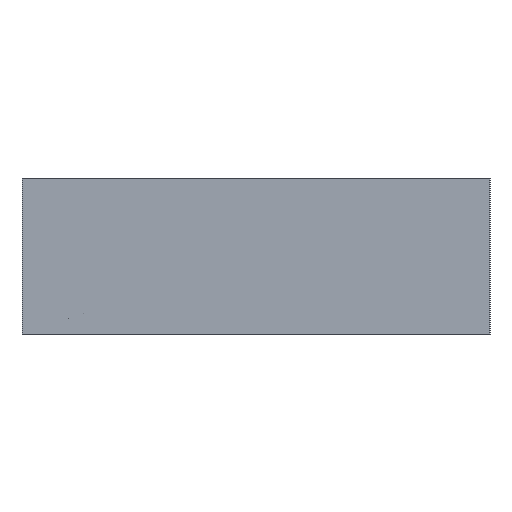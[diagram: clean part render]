
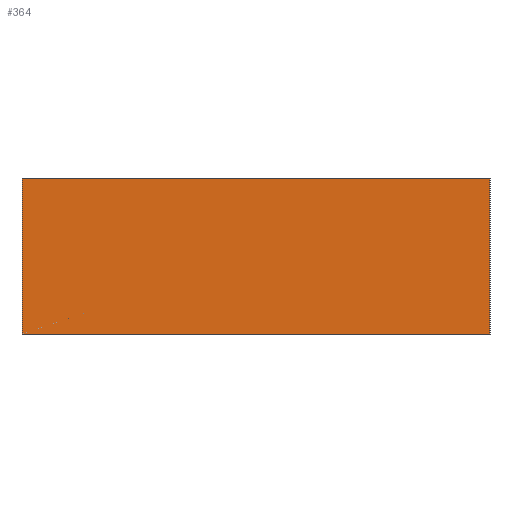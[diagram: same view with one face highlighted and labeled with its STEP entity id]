
A CAD part, left-side view. The second image highlights one B-rep face of the part: STEP entity #364.
In plain terms, the highlighted planar face has unit normal (-1, 0, 0).
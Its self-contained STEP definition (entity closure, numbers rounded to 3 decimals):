
#7 = EDGE_CURVE ( 'NONE', #117, #17, #389, .T. ) ;
#15 = PLANE ( 'NONE',  #527 ) ;
#17 = VERTEX_POINT ( 'NONE', #888 ) ;
#28 = FACE_OUTER_BOUND ( 'NONE', #262, .T. ) ;
#63 = VERTEX_POINT ( 'NONE', #391 ) ;
#88 = VECTOR ( 'NONE', #583, 1000. ) ;
#110 = ORIENTED_EDGE ( 'NONE', *, *, #976, .T. ) ;
#114 = CARTESIAN_POINT ( 'NONE',  ( -40., 15., 5. ) ) ;
#117 = VERTEX_POINT ( 'NONE', #793 ) ;
#171 = CARTESIAN_POINT ( 'NONE',  ( -40., 0., 5. ) ) ;
#226 = VECTOR ( 'NONE', #941, 1000. ) ;
#233 = ORIENTED_EDGE ( 'NONE', *, *, #718, .F. ) ;
#262 = EDGE_LOOP ( 'NONE', ( #1220, #233, #560, #110 ) ) ;
#364 = ADVANCED_FACE ( 'NONE', ( #28 ), #15, .F. ) ;
#373 = LINE ( 'NONE', #656, #631 ) ;
#389 = LINE ( 'NONE', #585, #88 ) ;
#391 = CARTESIAN_POINT ( 'NONE',  ( -40., 15., 5. ) ) ;
#417 = CARTESIAN_POINT ( 'NONE',  ( -40., 15., 5. ) ) ;
#482 = LINE ( 'NONE', #417, #675 ) ;
#486 = VERTEX_POINT ( 'NONE', #171 ) ;
#527 = AXIS2_PLACEMENT_3D ( 'NONE', #114, #809, #1001 ) ;
#560 = ORIENTED_EDGE ( 'NONE', *, *, #1224, .F. ) ;
#583 = DIRECTION ( 'NONE',  ( 0., -1., 0. ) ) ;
#585 = CARTESIAN_POINT ( 'NONE',  ( -40., 15., 0. ) ) ;
#631 = VECTOR ( 'NONE', #1150, 1000. ) ;
#656 = CARTESIAN_POINT ( 'NONE',  ( -40., 0., 5. ) ) ;
#675 = VECTOR ( 'NONE', #709, 1000. ) ;
#709 = DIRECTION ( 'NONE',  ( 0., -1., 0. ) ) ;
#718 = EDGE_CURVE ( 'NONE', #486, #17, #373, .T. ) ;
#741 = CARTESIAN_POINT ( 'NONE',  ( -40., 15., 5. ) ) ;
#754 = LINE ( 'NONE', #741, #226 ) ;
#793 = CARTESIAN_POINT ( 'NONE',  ( -40., 15., 0. ) ) ;
#809 = DIRECTION ( 'NONE',  ( 1., 0., 0. ) ) ;
#888 = CARTESIAN_POINT ( 'NONE',  ( -40., 0., 0. ) ) ;
#941 = DIRECTION ( 'NONE',  ( 0., 0., -1. ) ) ;
#976 = EDGE_CURVE ( 'NONE', #63, #117, #754, .T. ) ;
#1001 = DIRECTION ( 'NONE',  ( 0., 0., -1. ) ) ;
#1150 = DIRECTION ( 'NONE',  ( 0., 0., -1. ) ) ;
#1220 = ORIENTED_EDGE ( 'NONE', *, *, #7, .T. ) ;
#1224 = EDGE_CURVE ( 'NONE', #63, #486, #482, .T. ) ;
